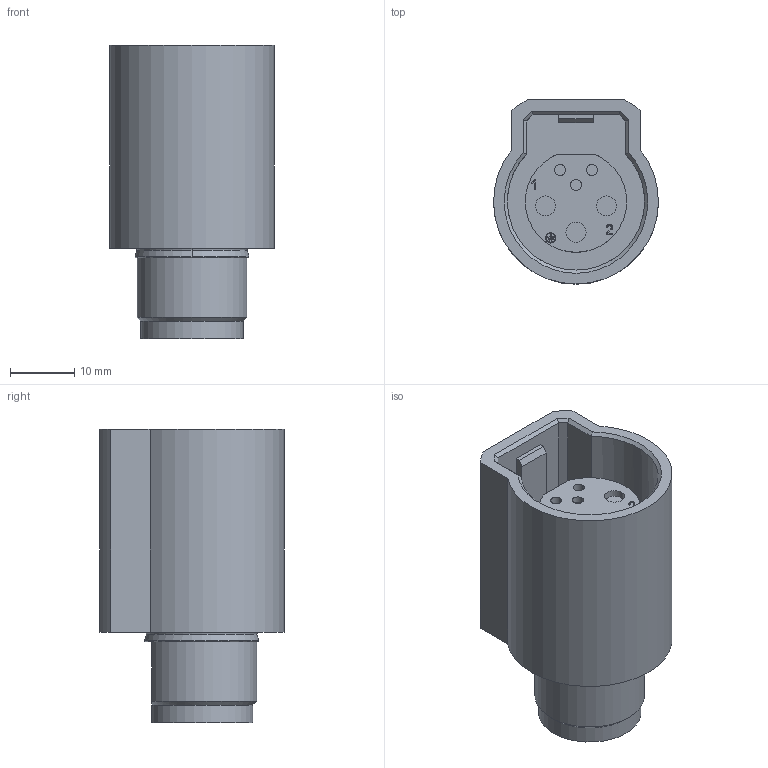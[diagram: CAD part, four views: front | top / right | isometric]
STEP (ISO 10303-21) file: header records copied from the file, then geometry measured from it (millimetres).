
FILE_DESCRIPTION((''),'2;1');
FILE_NAME('UTL1102G1W3S_SW0002','2014-01-16T',('mragaine'),('SOURIAU'),'PRO/ENGINEER BY PARAMETRIC TECHNOLOGY CORPORATION, 2010140','PRO/ENGINEER BY PARAMETRIC TECHNOLOGY CORPORATION, 2010140','');
FILE_SCHEMA(('CONFIG_CONTROL_DESIGN'));
Length unit declared in the file: millimetre
Products named in the file (1): UTL1102G1W3S_SW0002
Bounding box: 25.6 x 28.6 x 45.5 mm (x, y, z)
Volume: 16118.1 mm3; surface area: 7217 mm2
Topology: 1 solids, 1 shells, 269 faces, 711 edges, 474 vertices
Faces by surface type: plane 121, extrusion 115, cylinder 23, cone 6, torus 4
Entity records: 8890 total; most frequent: CARTESIAN_POINT 2560, ORIENTED_EDGE 1422, DIRECTION 971, EDGE_CURVE 711, VECTOR 517, VERTEX_POINT 474, LINE 402, B_SPLINE_CURVE_WITH_KNOTS 351
